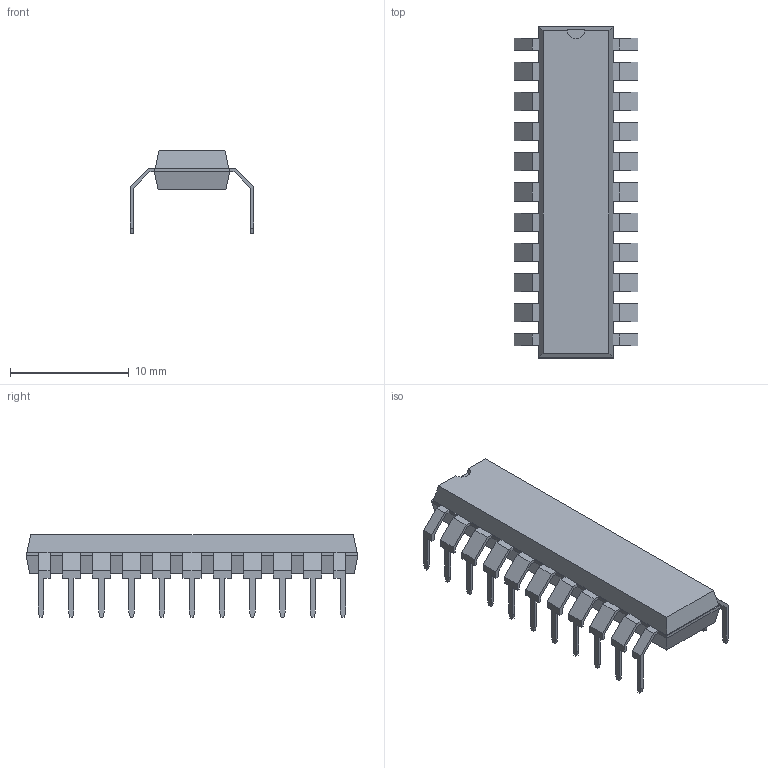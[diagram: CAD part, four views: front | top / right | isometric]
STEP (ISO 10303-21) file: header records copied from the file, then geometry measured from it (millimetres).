
FILE_DESCRIPTION(/* description */ ('model of DIP-22_W10.16mm'),/* implementation_level */ '2;1');
FILE_NAME(/* name */ 'DIP-22_W10.16mm.step',/* time_stamp */ '2017-03-08T18:54:39',/* author */ ('kicad StepUp','ksu'),/* organization */ ('FreeCAD'),/* preprocessor_version */ 'OCC',/* originating_system */ 'kicad StepUp',/* authorisation */ '');
FILE_SCHEMA(('AUTOMOTIVE_DESIGN_CC2 { 1 2 10303 214 -1 1 5 4 }'));
Length unit declared in the file: millimetre
Products named in the file (1): DIP-22_W10.16mm
Bounding box: 10.41 x 27.94 x 6.98 mm (x, y, z)
Volume: 578.3 mm3; surface area: 867.6 mm2
Topology: 1 solids, 1 shells, 386 faces, 1054 edges, 670 vertices
Faces by surface type: plane 351, bspline 34, cylinder 1
Entity records: 14811 total; most frequent: CARTESIAN_POINT 2529, ORIENTED_EDGE 2108, DIRECTION 1745, EDGE_CURVE 1054, LINE 1031, VECTOR 1031, VERTEX_POINT 670, ADVANCED_FACE 386
